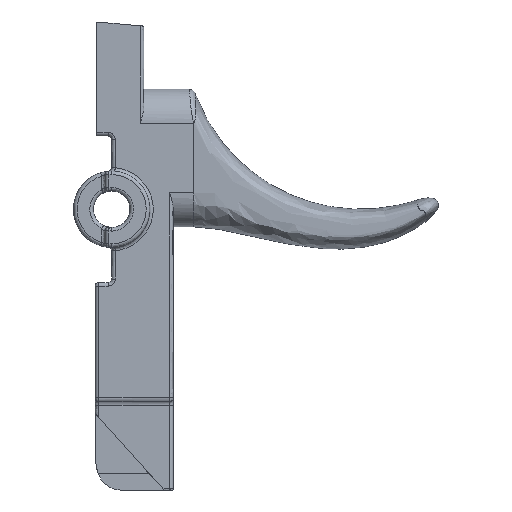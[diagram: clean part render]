
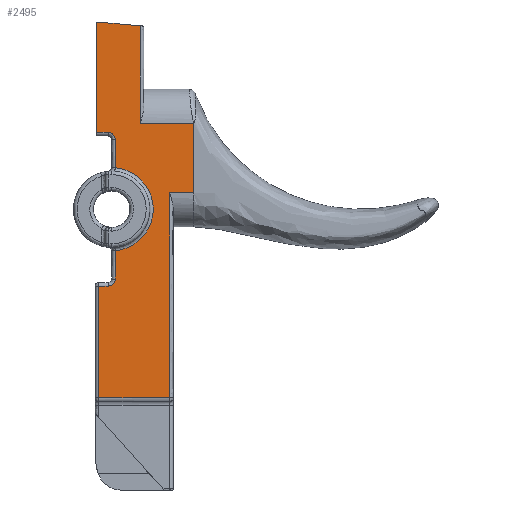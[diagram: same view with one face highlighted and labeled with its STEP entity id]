
A CAD part, left-side view. The second image highlights one B-rep face of the part: STEP entity #2495.
In plain terms, the highlighted free-form (B-spline) face has degree [1, 1] with [2, 2] control points.
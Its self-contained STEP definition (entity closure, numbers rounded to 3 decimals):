
#22 = VERTEX_POINT('',#23);
#23 = CARTESIAN_POINT('',(-4.498,-10.857,2.171
    ));
#117 = VERTEX_POINT('',#118);
#118 = CARTESIAN_POINT('',(-4.498,-10.857,
    11.384));
#141 = EDGE_CURVE('',#22,#117,#142,.T.);
#142 = B_SPLINE_CURVE_WITH_KNOTS('',3,(#143,#144,#145,#146),
  .UNSPECIFIED.,.F.,.F.,(4,4),(0.,1.),.PIECEWISE_BEZIER_KNOTS.);
#143 = CARTESIAN_POINT('',(-4.498,-10.857,
    2.171));
#144 = CARTESIAN_POINT('',(-4.498,-10.857,
    5.242));
#145 = CARTESIAN_POINT('',(-4.498,-10.857,8.313
    ));
#146 = CARTESIAN_POINT('',(-4.498,-10.857,
    11.384));
#1042 = VERTEX_POINT('',#1043);
#1043 = CARTESIAN_POINT('',(-4.498,-3.784,
    11.384));
#1054 = EDGE_CURVE('',#117,#1042,#1055,.T.);
#1055 = B_SPLINE_CURVE_WITH_KNOTS('',1,(#1056,#1057),.UNSPECIFIED.,.F.,
  .F.,(2,2),(25.52,31.311),.PIECEWISE_BEZIER_KNOTS.);
#1056 = CARTESIAN_POINT('',(-4.498,-10.857,
    11.384));
#1057 = CARTESIAN_POINT('',(-4.498,-3.784,
    11.384));
#2495 = ADVANCED_FACE('',(#2496),#2601,.F.);
#2496 = FACE_BOUND('',#2497,.T.);
#2497 = EDGE_LOOP('',(#2498,#2507,#2514,#2519,#2520,#2521,#2528,#2535,
    #2542,#2549,#2557,#2564,#2574,#2581,#2589,#2596));
#2498 = ORIENTED_EDGE('',*,*,#2499,.T.);
#2499 = EDGE_CURVE('',#2500,#2502,#2504,.T.);
#2500 = VERTEX_POINT('',#2501);
#2501 = CARTESIAN_POINT('',(-4.498,1.706,
    -24.919));
#2502 = VERTEX_POINT('',#2503);
#2503 = CARTESIAN_POINT('',(-4.498,-7.662,
    -24.919));
#2504 = B_SPLINE_CURVE_WITH_KNOTS('',1,(#2505,#2506),.UNSPECIFIED.,.F.,
  .F.,(2,2),(-1.397,6.274),.PIECEWISE_BEZIER_KNOTS.);
#2505 = CARTESIAN_POINT('',(-4.498,1.706,
    -24.919));
#2506 = CARTESIAN_POINT('',(-4.498,-7.662,
    -24.919));
#2507 = ORIENTED_EDGE('',*,*,#2508,.T.);
#2508 = EDGE_CURVE('',#2502,#2509,#2511,.T.);
#2509 = VERTEX_POINT('',#2510);
#2510 = CARTESIAN_POINT('',(-4.498,-7.662,
    2.171));
#2511 = B_SPLINE_CURVE_WITH_KNOTS('',1,(#2512,#2513),.UNSPECIFIED.,.F.,
  .F.,(2,2),(-20.405,1.778),.PIECEWISE_BEZIER_KNOTS.);
#2512 = CARTESIAN_POINT('',(-4.498,-7.662,
    -24.919));
#2513 = CARTESIAN_POINT('',(-4.498,-7.662,
    2.171));
#2514 = ORIENTED_EDGE('',*,*,#2515,.F.);
#2515 = EDGE_CURVE('',#22,#2509,#2516,.T.);
#2516 = B_SPLINE_CURVE_WITH_KNOTS('',1,(#2517,#2518),.UNSPECIFIED.,.F.,
  .F.,(2,2),(25.52,28.136),.PIECEWISE_BEZIER_KNOTS.);
#2517 = CARTESIAN_POINT('',(-4.498,-10.857,
    2.171));
#2518 = CARTESIAN_POINT('',(-4.498,-7.662,
    2.171));
#2519 = ORIENTED_EDGE('',*,*,#141,.T.);
#2520 = ORIENTED_EDGE('',*,*,#1054,.T.);
#2521 = ORIENTED_EDGE('',*,*,#2522,.T.);
#2522 = EDGE_CURVE('',#1042,#2523,#2525,.T.);
#2523 = VERTEX_POINT('',#2524);
#2524 = CARTESIAN_POINT('',(-4.498,-3.784,
    24.268));
#2525 = B_SPLINE_CURVE_WITH_KNOTS('',1,(#2526,#2527),.UNSPECIFIED.,.F.,
  .F.,(2,2),(9.322,19.872),.PIECEWISE_BEZIER_KNOTS.);
#2526 = CARTESIAN_POINT('',(-4.498,-3.784,
    11.384));
#2527 = CARTESIAN_POINT('',(-4.498,-3.784,
    24.268));
#2528 = ORIENTED_EDGE('',*,*,#2529,.F.);
#2529 = EDGE_CURVE('',#2530,#2523,#2532,.T.);
#2530 = VERTEX_POINT('',#2531);
#2531 = CARTESIAN_POINT('',(-4.498,1.954,
    24.77));
#2532 = B_SPLINE_CURVE_WITH_KNOTS('',1,(#2533,#2534),.UNSPECIFIED.,.F.,
  .F.,(2,2),(0.,4.717),.PIECEWISE_BEZIER_KNOTS.);
#2533 = CARTESIAN_POINT('',(-4.498,1.954,
    24.77));
#2534 = CARTESIAN_POINT('',(-4.498,-3.784,
    24.268));
#2535 = ORIENTED_EDGE('',*,*,#2536,.F.);
#2536 = EDGE_CURVE('',#2537,#2530,#2539,.T.);
#2537 = VERTEX_POINT('',#2538);
#2538 = CARTESIAN_POINT('',(-4.498,1.954,
    10.159));
#2539 = B_SPLINE_CURVE_WITH_KNOTS('',1,(#2540,#2541),.UNSPECIFIED.,.F.,
  .F.,(2,2),(0.381,12.345),.PIECEWISE_BEZIER_KNOTS.);
#2540 = CARTESIAN_POINT('',(-4.498,1.954,
    10.159));
#2541 = CARTESIAN_POINT('',(-4.498,1.954,
    24.77));
#2542 = ORIENTED_EDGE('',*,*,#2543,.T.);
#2543 = EDGE_CURVE('',#2537,#2544,#2546,.T.);
#2544 = VERTEX_POINT('',#2545);
#2545 = CARTESIAN_POINT('',(-4.498,0.465,
    10.159));
#2546 = B_SPLINE_CURVE_WITH_KNOTS('',1,(#2547,#2548),.UNSPECIFIED.,.F.,
  .F.,(2,2),(-1.6,-0.381),.PIECEWISE_BEZIER_KNOTS.);
#2547 = CARTESIAN_POINT('',(-4.498,1.954,
    10.159));
#2548 = CARTESIAN_POINT('',(-4.498,0.465,
    10.159));
#2549 = ORIENTED_EDGE('',*,*,#2550,.F.);
#2550 = EDGE_CURVE('',#2551,#2544,#2553,.T.);
#2551 = VERTEX_POINT('',#2552);
#2552 = CARTESIAN_POINT('',(-4.498,-0.465,
    9.228));
#2553 = ( BOUNDED_CURVE() B_SPLINE_CURVE(2,(#2554,#2555,#2556),
.UNSPECIFIED.,.F.,.F.) B_SPLINE_CURVE_WITH_KNOTS((3,3),(1.571,
3.142),.PIECEWISE_BEZIER_KNOTS.) CURVE() 
GEOMETRIC_REPRESENTATION_ITEM() RATIONAL_B_SPLINE_CURVE((1.,
0.707,1.)) REPRESENTATION_ITEM('') );
#2554 = CARTESIAN_POINT('',(-4.498,-0.465,
    9.228));
#2555 = CARTESIAN_POINT('',(-4.498,-0.465,
    10.159));
#2556 = CARTESIAN_POINT('',(-4.498,0.465,
    10.159));
#2557 = ORIENTED_EDGE('',*,*,#2558,.T.);
#2558 = EDGE_CURVE('',#2551,#2559,#2561,.T.);
#2559 = VERTEX_POINT('',#2560);
#2560 = CARTESIAN_POINT('',(-4.498,-0.465,
    5.486));
#2561 = B_SPLINE_CURVE_WITH_KNOTS('',1,(#2562,#2563),.UNSPECIFIED.,.F.,
  .F.,(2,2),(-7.557,-4.492),.PIECEWISE_BEZIER_KNOTS.);
#2562 = CARTESIAN_POINT('',(-4.498,-0.465,
    9.228));
#2563 = CARTESIAN_POINT('',(-4.498,-0.465,
    5.486));
#2564 = ORIENTED_EDGE('',*,*,#2565,.T.);
#2565 = EDGE_CURVE('',#2559,#2566,#2568,.T.);
#2566 = VERTEX_POINT('',#2567);
#2567 = CARTESIAN_POINT('',(-4.498,-0.465,
    -5.486));
#2568 = ( BOUNDED_CURVE() B_SPLINE_CURVE(2,(#2569,#2570,#2571,#2572,
#2573),.UNSPECIFIED.,.F.,.F.) B_SPLINE_CURVE_WITH_KNOTS((3,2,3),(
    3.226,4.712,6.199),
.PIECEWISE_BEZIER_KNOTS.) CURVE() GEOMETRIC_REPRESENTATION_ITEM() 
RATIONAL_B_SPLINE_CURVE((1.,0.736,1.,0.736,1.)) 
REPRESENTATION_ITEM('') );
#2569 = CARTESIAN_POINT('',(-4.498,-0.465,
    5.486));
#2570 = CARTESIAN_POINT('',(-4.498,-5.506,
    5.059));
#2571 = CARTESIAN_POINT('',(-4.498,-5.506,
    0.));
#2572 = CARTESIAN_POINT('',(-4.498,-5.506,
    -5.059));
#2573 = CARTESIAN_POINT('',(-4.498,-0.465,
    -5.486));
#2574 = ORIENTED_EDGE('',*,*,#2575,.T.);
#2575 = EDGE_CURVE('',#2566,#2576,#2578,.T.);
#2576 = VERTEX_POINT('',#2577);
#2577 = CARTESIAN_POINT('',(-4.498,-0.465,
    -9.228));
#2578 = B_SPLINE_CURVE_WITH_KNOTS('',1,(#2579,#2580),.UNSPECIFIED.,.F.,
  .F.,(2,2),(4.492,7.557),.PIECEWISE_BEZIER_KNOTS.);
#2579 = CARTESIAN_POINT('',(-4.498,-0.465,
    -5.486));
#2580 = CARTESIAN_POINT('',(-4.498,-0.465,
    -9.228));
#2581 = ORIENTED_EDGE('',*,*,#2582,.F.);
#2582 = EDGE_CURVE('',#2583,#2576,#2585,.T.);
#2583 = VERTEX_POINT('',#2584);
#2584 = CARTESIAN_POINT('',(-4.498,0.465,
    -10.159));
#2585 = ( BOUNDED_CURVE() B_SPLINE_CURVE(2,(#2586,#2587,#2588),
.UNSPECIFIED.,.F.,.F.) B_SPLINE_CURVE_WITH_KNOTS((3,3),(0.,
1.571),.PIECEWISE_BEZIER_KNOTS.) CURVE() 
GEOMETRIC_REPRESENTATION_ITEM() RATIONAL_B_SPLINE_CURVE((1.,
0.707,1.)) REPRESENTATION_ITEM('') );
#2586 = CARTESIAN_POINT('',(-4.498,0.465,
    -10.159));
#2587 = CARTESIAN_POINT('',(-4.498,-0.465,
    -10.159));
#2588 = CARTESIAN_POINT('',(-4.498,-0.465,
    -9.228));
#2589 = ORIENTED_EDGE('',*,*,#2590,.T.);
#2590 = EDGE_CURVE('',#2583,#2591,#2593,.T.);
#2591 = VERTEX_POINT('',#2592);
#2592 = CARTESIAN_POINT('',(-4.498,1.706,
    -10.159));
#2593 = B_SPLINE_CURVE_WITH_KNOTS('',1,(#2594,#2595),.UNSPECIFIED.,.F.,
  .F.,(2,2),(0.381,1.397),.PIECEWISE_BEZIER_KNOTS.);
#2594 = CARTESIAN_POINT('',(-4.498,0.465,
    -10.159));
#2595 = CARTESIAN_POINT('',(-4.498,1.706,
    -10.159));
#2596 = ORIENTED_EDGE('',*,*,#2597,.T.);
#2597 = EDGE_CURVE('',#2591,#2500,#2598,.T.);
#2598 = B_SPLINE_CURVE_WITH_KNOTS('',1,(#2599,#2600),.UNSPECIFIED.,.F.,
  .F.,(2,2),(8.319,20.405),.PIECEWISE_BEZIER_KNOTS.);
#2599 = CARTESIAN_POINT('',(-4.498,1.706,
    -10.159));
#2600 = CARTESIAN_POINT('',(-4.498,1.706,
    -24.919));
#2601 = B_SPLINE_SURFACE_WITH_KNOTS('',1,1,(
    (#2602,#2603)
    ,(#2604,#2605
    )),.UNSPECIFIED.,.F.,.F.,.F.,(2,2),(2,2),(-20.283,
    20.405),(-8.89,1.6),.PIECEWISE_BEZIER_KNOTS.);
#2602 = CARTESIAN_POINT('',(-4.498,-10.857,
    24.77));
#2603 = CARTESIAN_POINT('',(-4.498,1.954,
    24.77));
#2604 = CARTESIAN_POINT('',(-4.498,-10.857,
    -24.919));
#2605 = CARTESIAN_POINT('',(-4.498,1.954,
    -24.919));
